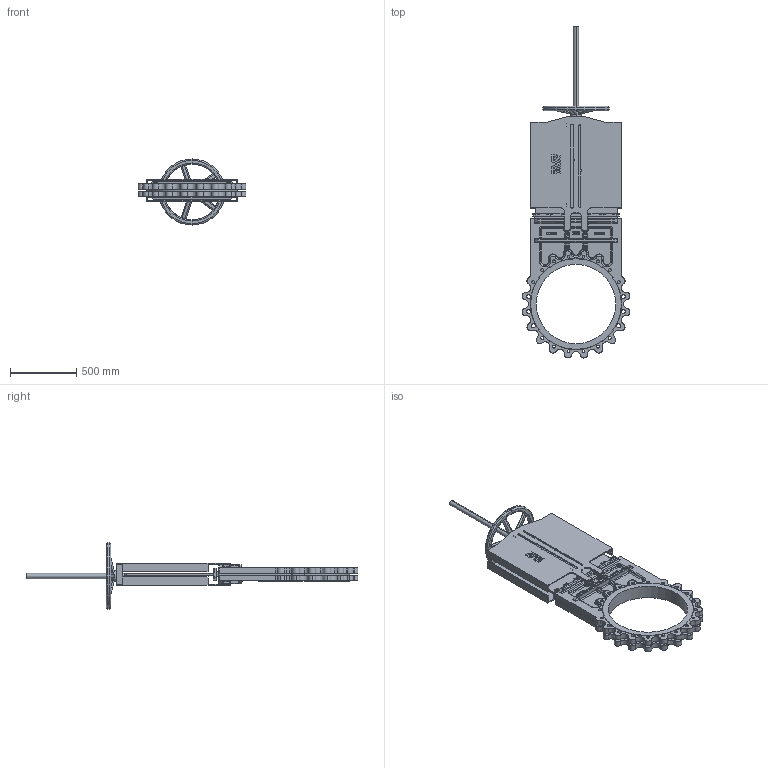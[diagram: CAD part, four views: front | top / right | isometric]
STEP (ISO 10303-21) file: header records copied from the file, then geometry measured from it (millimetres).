
FILE_DESCRIPTION (( 'STEP AP203' ), '1' );
FILE_NAME ('70260020034.STEP', '2017-04-11T15:23:45', ( '' ), ( '' ), 'SwSTEP 2.0', 'SolidWorks 2016', '' );
FILE_SCHEMA (( 'CONFIG_CONTROL_DESIGN' ));
Products named in the file (1): 70260020034
Bounding box: 816.52 x 2512.76 x 500 mm (x, y, z)
Volume: 57345409.8 mm3; surface area: 5392491.8 mm2
Topology: 1 solids, 1 shells, 1844 faces, 5036 edges, 3184 vertices
Faces by surface type: cylinder 826, plane 640, bspline 192, torus 149, sphere 36, cone 1
Entity records: 72511 total; most frequent: CARTESIAN_POINT 26223, ORIENTED_EDGE 9932, DIRECTION 9510, EDGE_CURVE 4966, AXIS2_PLACEMENT_3D 3433, VERTEX_POINT 3182, VECTOR 2644, LINE 2644
